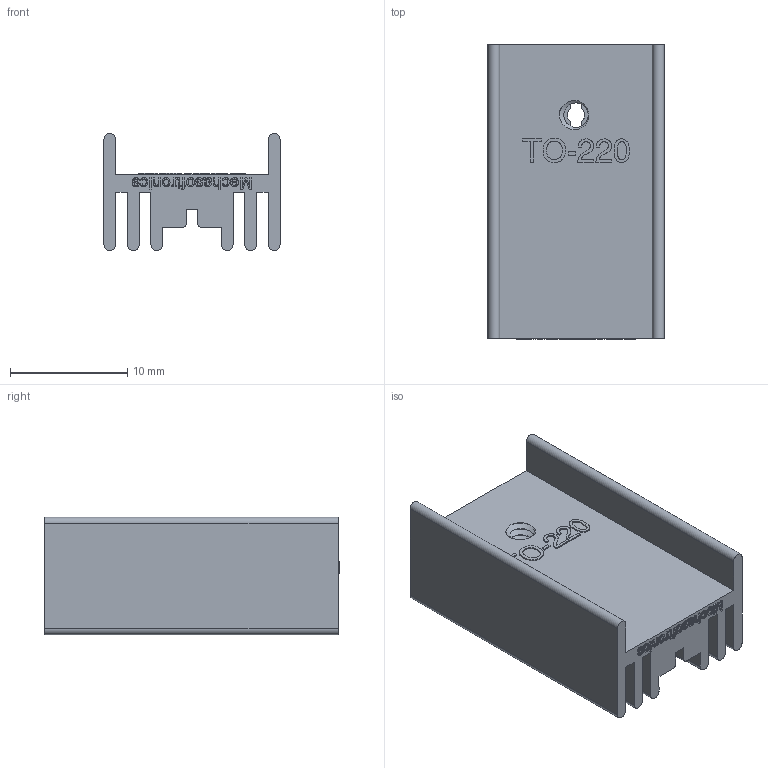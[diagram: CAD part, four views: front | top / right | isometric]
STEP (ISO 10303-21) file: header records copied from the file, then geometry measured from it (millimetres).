
FILE_DESCRIPTION((''),'2;1');
FILE_NAME('HEATSINK_TO-220','2021-01-03T13:34:59',('Roger'),(''),'CREO PARAMETRIC BY PTC INC, 2019010','CREO PARAMETRIC BY PTC INC, 2019010','');
FILE_SCHEMA(('CONFIG_CONTROL_DESIGN'));
Length unit declared in the file: millimetre
Products named in the file (1): HEATSINK_TO-220
Bounding box: 15 x 25.1 x 10 mm (x, y, z)
Volume: 1787.4 mm3; surface area: 2696.9 mm2
Topology: 1 solids, 1 shells, 456 faces, 1280 edges, 853 vertices
Faces by surface type: extrusion 254, plane 171, cylinder 23, bspline 8
Entity records: 17208 total; most frequent: CARTESIAN_POINT 6494, ORIENTED_EDGE 2560, DIRECTION 1389, EDGE_CURVE 1280, VECTOR 951, VERTEX_POINT 853, B_SPLINE_CURVE_WITH_KNOTS 812, LINE 697
